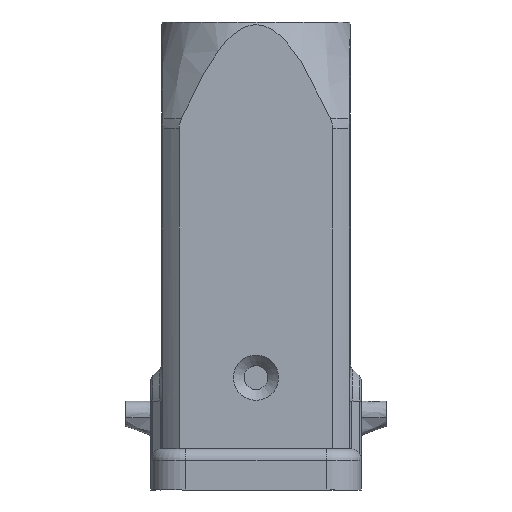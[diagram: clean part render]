
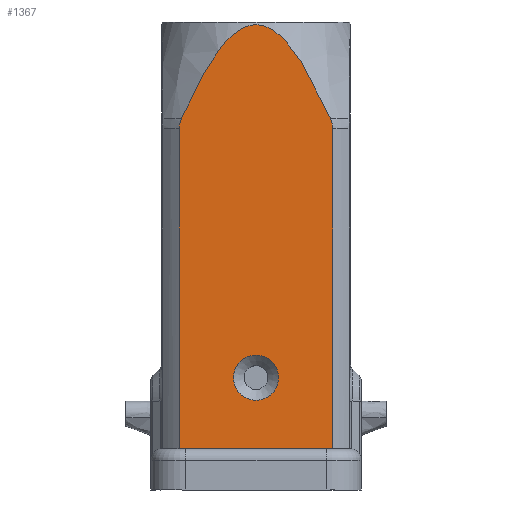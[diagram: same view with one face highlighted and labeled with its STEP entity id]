
A CAD part, left-side view. The second image highlights one B-rep face of the part: STEP entity #1367.
In plain terms, the highlighted planar face has unit normal (-1, 0, 0).
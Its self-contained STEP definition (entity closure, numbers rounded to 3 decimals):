
#837=FACE_BOUND('',#2106,.T.);
#838=FACE_BOUND('',#2107,.T.);
#1060=PLANE('',#7071);
#1367=ADVANCED_FACE('',(#837,#838),#1060,.T.);
#2106=EDGE_LOOP('',(#4805));
#2107=EDGE_LOOP('',(#4806,#4807,#4808,#4809,#4810,#4811));
#2188=CIRCLE('',#6767,2.9);
#2344=LINE('',#8690,#2733);
#2675=LINE('',#14266,#3064);
#2733=VECTOR('',#7241,1.);
#3064=VECTOR('',#8218,1.);
#3306=B_SPLINE_CURVE_WITH_KNOTS('',3,(#14053,#14054,#14055,#14056),
 .UNSPECIFIED.,.F.,.F.,(4,4),(0.,1.),.UNSPECIFIED.);
#3307=B_SPLINE_CURVE_WITH_KNOTS('',3,(#14081,#14082,#14083,#14084,#14085,
#14086,#14087,#14088,#14089,#14090,#14091,#14092,#14093,#14094,#14095,#14096,
#14097,#14098,#14099,#14100,#14101,#14102,#14103,#14104,#14105,#14106,#14107,
#14108,#14109,#14110,#14111,#14112,#14113,#14114,#14115,#14116,#14117,#14118,
#14119,#14120,#14121,#14122,#14123,#14124,#14125,#14126,#14127,#14128,#14129,
#14130),.UNSPECIFIED.,.F.,.F.,(4,1,1,1,1,1,2,2,1,1,1,1,2,2,1,1,2,2,2,2,
1,2,2,1,1,1,2,2,1,1,1,2,2,4),(0.,0.125,0.188,0.219,
0.234,0.242,0.246,0.25,
0.313,0.344,0.359,0.367,
0.371,0.375,0.438,0.469,
0.484,0.5,0.563,0.594,
0.609,0.617,0.625,0.656,
0.672,0.68,0.684,0.688,0.719,
0.734,0.742,0.746,0.75,1.),
 .UNSPECIFIED.);
#3308=B_SPLINE_CURVE_WITH_KNOTS('',3,(#14218,#14219,#14220,#14221),
 .UNSPECIFIED.,.F.,.F.,(4,4),(0.,1.),.UNSPECIFIED.);
#3310=B_SPLINE_CURVE_WITH_KNOTS('',3,(#14261,#14262,#14263,#14264),
 .UNSPECIFIED.,.F.,.F.,(4,4),(0.,1.),.UNSPECIFIED.);
#4805=ORIENTED_EDGE('',*,*,#5791,.T.);
#4806=ORIENTED_EDGE('',*,*,#6396,.F.);
#4807=ORIENTED_EDGE('',*,*,#5704,.T.);
#4808=ORIENTED_EDGE('',*,*,#6389,.T.);
#4809=ORIENTED_EDGE('',*,*,#6390,.T.);
#4810=ORIENTED_EDGE('',*,*,#6392,.T.);
#4811=ORIENTED_EDGE('',*,*,#6395,.T.);
#5125=VERTEX_POINT('',#8679);
#5127=VERTEX_POINT('',#8689);
#5190=VERTEX_POINT('',#9835);
#5566=VERTEX_POINT('',#14052);
#5567=VERTEX_POINT('',#14131);
#5568=VERTEX_POINT('',#14222);
#5569=VERTEX_POINT('',#14260);
#5704=EDGE_CURVE('',#5125,#5127,#2344,.T.);
#5791=EDGE_CURVE('',#5190,#5190,#2188,.T.);
#6389=EDGE_CURVE('',#5127,#5566,#3306,.T.);
#6390=EDGE_CURVE('',#5566,#5567,#3307,.T.);
#6392=EDGE_CURVE('',#5567,#5568,#3308,.T.);
#6395=EDGE_CURVE('',#5568,#5569,#3310,.T.);
#6396=EDGE_CURVE('',#5125,#5569,#2675,.T.);
#6767=AXIS2_PLACEMENT_3D('',#9834,#7299,#7300);
#7071=AXIS2_PLACEMENT_3D('',#14275,#8225,#8226);
#7241=DIRECTION('',(0.,0.,1.));
#7299=DIRECTION('',(1.,0.,0.));
#7300=DIRECTION('',(0.,0.,1.));
#8218=DIRECTION('',(0.,1.,0.));
#8225=DIRECTION('',(-1.,0.,0.));
#8226=DIRECTION('',(0.,-1.,0.));
#8679=CARTESIAN_POINT('',(-12.1,-9.846,-9.1));
#8689=CARTESIAN_POINT('',(-12.1,-9.846,31.92));
#8690=CARTESIAN_POINT('',(-12.1,-9.846,-8.9));
#9834=CARTESIAN_POINT('',(-12.1,0.,0.));
#9835=CARTESIAN_POINT('',(-12.1,0.,2.9));
#14052=CARTESIAN_POINT('',(-12.1,-9.557,33.255));
#14053=CARTESIAN_POINT('',(-12.1,-9.846,31.92));
#14054=CARTESIAN_POINT('',(-12.1,-9.845,32.349));
#14055=CARTESIAN_POINT('',(-12.1,-9.725,32.875));
#14056=CARTESIAN_POINT('',(-12.1,-9.556,33.255));
#14081=CARTESIAN_POINT('',(-12.1,-9.557,33.255));
#14082=CARTESIAN_POINT('',(-12.1,-8.856,34.826));
#14083=CARTESIAN_POINT('',(-12.1,-7.837,36.943));
#14084=CARTESIAN_POINT('',(-12.1,-6.704,38.996));
#14085=CARTESIAN_POINT('',(-12.1,-6.152,39.918));
#14086=CARTESIAN_POINT('',(-12.1,-5.879,40.352));
#14087=CARTESIAN_POINT('',(-12.1,-5.744,40.563));
#14088=CARTESIAN_POINT('',(-12.1,-5.686,40.652));
#14089=CARTESIAN_POINT('',(-12.1,-5.648,40.711));
#14090=CARTESIAN_POINT('',(-12.1,-5.636,40.729));
#14091=CARTESIAN_POINT('',(-12.1,-5.176,41.427));
#14092=CARTESIAN_POINT('',(-12.1,-4.539,42.302));
#14093=CARTESIAN_POINT('',(-12.1,-3.814,43.128));
#14094=CARTESIAN_POINT('',(-12.1,-3.457,43.493));
#14095=CARTESIAN_POINT('',(-12.1,-3.28,43.663));
#14096=CARTESIAN_POINT('',(-12.1,-3.204,43.734));
#14097=CARTESIAN_POINT('',(-12.1,-3.154,43.78));
#14098=CARTESIAN_POINT('',(-12.1,-3.138,43.794));
#14099=CARTESIAN_POINT('',(-12.1,-2.552,44.32));
#14100=CARTESIAN_POINT('',(-12.1,-1.731,44.867));
#14101=CARTESIAN_POINT('',(-12.1,-0.781,45.164));
#14102=CARTESIAN_POINT('',(-12.1,-0.375,45.219));
#14103=CARTESIAN_POINT('',(-12.1,-0.106,45.238));
#14104=CARTESIAN_POINT('',(-12.1,0.009,45.241));
#14105=CARTESIAN_POINT('',(-12.1,0.78,45.205));
#14106=CARTESIAN_POINT('',(-12.1,1.403,45.001));
#14107=CARTESIAN_POINT('',(-12.1,2.349,44.435));
#14108=CARTESIAN_POINT('',(-12.1,2.622,44.233));
#14109=CARTESIAN_POINT('',(-12.1,3.043,43.879));
#14110=CARTESIAN_POINT('',(-12.1,3.255,43.69));
#14111=CARTESIAN_POINT('',(-12.1,3.467,43.481));
#14112=CARTESIAN_POINT('',(-12.1,3.609,43.338));
#14113=CARTESIAN_POINT('',(-12.1,3.692,43.251));
#14114=CARTESIAN_POINT('',(-12.1,3.985,42.94));
#14115=CARTESIAN_POINT('',(-12.1,4.338,42.532));
#14116=CARTESIAN_POINT('',(-12.1,4.753,41.996));
#14117=CARTESIAN_POINT('',(-12.1,4.962,41.713));
#14118=CARTESIAN_POINT('',(-12.1,5.052,41.588));
#14119=CARTESIAN_POINT('',(-12.1,5.112,41.504));
#14120=CARTESIAN_POINT('',(-12.1,5.15,41.45));
#14121=CARTESIAN_POINT('',(-12.1,5.342,41.177));
#14122=CARTESIAN_POINT('',(-12.1,5.604,40.789));
#14123=CARTESIAN_POINT('',(-12.1,5.918,40.294));
#14124=CARTESIAN_POINT('',(-12.1,6.078,40.036));
#14125=CARTESIAN_POINT('',(-12.1,6.147,39.924));
#14126=CARTESIAN_POINT('',(-12.1,6.193,39.848));
#14127=CARTESIAN_POINT('',(-12.1,6.223,39.798));
#14128=CARTESIAN_POINT('',(-12.1,7.276,38.057));
#14129=CARTESIAN_POINT('',(-12.1,8.382,35.884));
#14130=CARTESIAN_POINT('',(-12.1,9.556,33.254));
#14131=CARTESIAN_POINT('',(-12.1,9.556,33.254));
#14218=CARTESIAN_POINT('',(-12.1,9.556,33.254));
#14219=CARTESIAN_POINT('',(-12.1,9.732,32.859));
#14220=CARTESIAN_POINT('',(-12.1,9.829,32.414));
#14221=CARTESIAN_POINT('',(-12.1,9.846,31.92));
#14222=CARTESIAN_POINT('',(-12.1,9.846,31.92));
#14260=CARTESIAN_POINT('',(-12.1,9.846,-9.1));
#14261=CARTESIAN_POINT('',(-12.1,9.846,31.92));
#14262=CARTESIAN_POINT('',(-12.1,9.846,18.247));
#14263=CARTESIAN_POINT('',(-12.1,9.846,4.573));
#14264=CARTESIAN_POINT('',(-12.1,9.846,-9.1));
#14266=CARTESIAN_POINT('',(-12.1,11.889,-9.1));
#14275=CARTESIAN_POINT('',(-12.1,11.889,-14.4));
